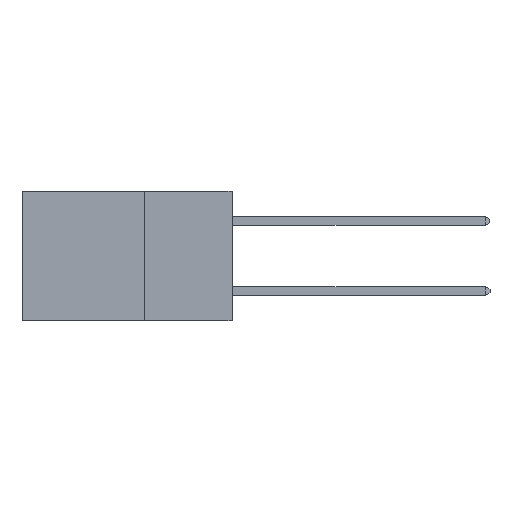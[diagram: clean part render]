
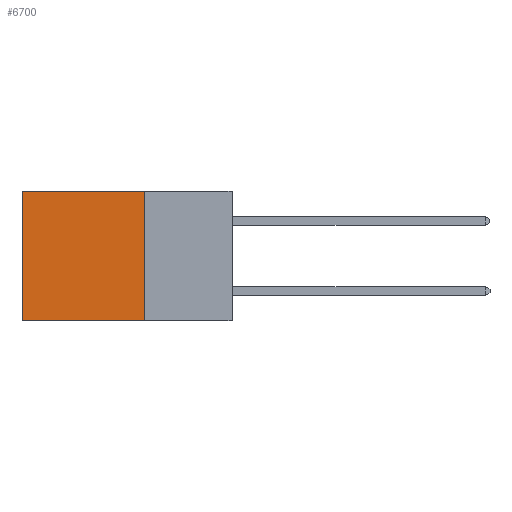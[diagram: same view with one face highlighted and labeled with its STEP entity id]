
A CAD part, left-side view. The second image highlights one B-rep face of the part: STEP entity #6700.
In plain terms, the highlighted planar face has unit normal (-1, 0, 0).
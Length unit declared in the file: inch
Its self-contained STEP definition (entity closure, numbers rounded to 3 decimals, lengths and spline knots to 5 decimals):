
#523 = LINE ( 'NONE', #7516, #13890 ) ;
#808 = DIRECTION ( 'NONE',  ( 0., 0., -1. ) ) ;
#1541 = VECTOR ( 'NONE', #11842, 39.37008 ) ;
#3214 = DIRECTION ( 'NONE',  ( 0., 0., -1. ) ) ;
#4916 = VERTEX_POINT ( 'NONE', #7747 ) ;
#5312 = EDGE_LOOP ( 'NONE', ( #8497, #8286, #7685, #6523 ) ) ;
#6074 = VERTEX_POINT ( 'NONE', #8995 ) ;
#6302 = CARTESIAN_POINT ( 'NONE',  ( 0.2875, 0.25, 0. ) ) ;
#6349 = EDGE_CURVE ( 'NONE', #4916, #14656, #523, .T. ) ;
#6523 = ORIENTED_EDGE ( 'NONE', *, *, #14560, .T. ) ;
#6700 = ADVANCED_FACE ( 'NONE', ( #7491 ), #21857, .F. ) ;
#7015 = CARTESIAN_POINT ( 'NONE',  ( 0.2875, 0.25, 0. ) ) ;
#7491 = FACE_OUTER_BOUND ( 'NONE', #5312, .T. ) ;
#7516 = CARTESIAN_POINT ( 'NONE',  ( 0.2875, 0.6, 0. ) ) ;
#7685 = ORIENTED_EDGE ( 'NONE', *, *, #16289, .F. ) ;
#7747 = CARTESIAN_POINT ( 'NONE',  ( 0.2875, 0.6, 0. ) ) ;
#8286 = ORIENTED_EDGE ( 'NONE', *, *, #17714, .F. ) ;
#8497 = ORIENTED_EDGE ( 'NONE', *, *, #6349, .T. ) ;
#8856 = VERTEX_POINT ( 'NONE', #9295 ) ;
#8995 = CARTESIAN_POINT ( 'NONE',  ( 0.2875, 0.25, 0. ) ) ;
#9050 = CARTESIAN_POINT ( 'NONE',  ( 0.2875, 0.6, -0.37 ) ) ;
#9249 = DIRECTION ( 'NONE',  ( 0., 0., -1. ) ) ;
#9295 = CARTESIAN_POINT ( 'NONE',  ( 0.2875, 0.25, -0.37 ) ) ;
#11814 = CARTESIAN_POINT ( 'NONE',  ( 0.2875, 0.25, 0. ) ) ;
#11842 = DIRECTION ( 'NONE',  ( 0., 1., 0. ) ) ;
#13359 = VECTOR ( 'NONE', #13856, 39.37008 ) ;
#13499 = DIRECTION ( 'NONE',  ( 1., 0., 0. ) ) ;
#13856 = DIRECTION ( 'NONE',  ( 0., 1., 0. ) ) ;
#13890 = VECTOR ( 'NONE', #9249, 39.37008 ) ;
#14560 = EDGE_CURVE ( 'NONE', #6074, #4916, #17887, .T. ) ;
#14656 = VERTEX_POINT ( 'NONE', #9050 ) ;
#15200 = CARTESIAN_POINT ( 'NONE',  ( 0.2875, 0.25, -0.37 ) ) ;
#16289 = EDGE_CURVE ( 'NONE', #6074, #8856, #17560, .T. ) ;
#17560 = LINE ( 'NONE', #6302, #18091 ) ;
#17714 = EDGE_CURVE ( 'NONE', #8856, #14656, #19790, .T. ) ;
#17887 = LINE ( 'NONE', #7015, #13359 ) ;
#18091 = VECTOR ( 'NONE', #808, 39.37008 ) ;
#18334 = AXIS2_PLACEMENT_3D ( 'NONE', #11814, #13499, #3214 ) ;
#19790 = LINE ( 'NONE', #15200, #1541 ) ;
#21857 = PLANE ( 'NONE',  #18334 ) ;
